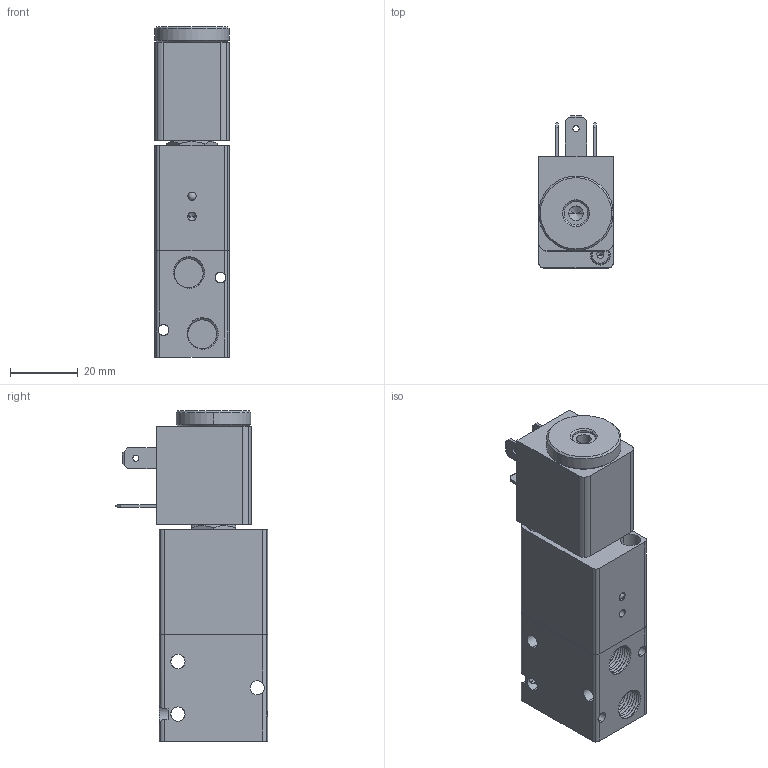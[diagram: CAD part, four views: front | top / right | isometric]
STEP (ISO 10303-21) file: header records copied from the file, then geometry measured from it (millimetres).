
FILE_DESCRIPTION((''),'2;1');
FILE_NAME('00_065_3.stp','2003-01-02T17:11:05',('Branislav Petkovic'),('AZ Pneumatica'),'AutoCAD STEP 2000i','AutoCAD 2000i','Via J. F. Kennedy, 26, 20020 Misinto (MI), ITALY');
FILE_SCHEMA(('CONFIG_CONTROL_DESIGN'));
Length unit declared in the file: millimetre
Products named in the file (12): 00_065_3; 321 TELO; PART1; PART1AA; MAGNET; PART1A; X21 KOTVA KRATKA; PART2A; STEZAC; PODLOSKA; X21 OPRUGA DUZA; PART2
Assembly tree (11 placements, depth 3):
  00_065_3
    321 TELO
      PART1
    PART1AA
    MAGNET
      PART1A
    X21 KOTVA KRATKA
      PART2A
      STEZAC
      PODLOSKA
    X21 OPRUGA DUZA
      PART2
Bounding box: 22 x 45.09 x 97.5 mm (x, y, z)
Surface area: 20702 mm2 (no closed solid volume)
Topology: 0 solids, 7 shells, 342 faces, 869 edges, 550 vertices
Faces by surface type: cylinder 164, plane 114, cone 44, bspline 10, torus 8, sphere 2
Entity records: 20336 total; most frequent: CARTESIAN_POINT 11517, ORIENTED_EDGE 1789, DIRECTION 1749, EDGE_CURVE 928, AXIS2_PLACEMENT_3D 657, VERTEX_POINT 615, VECTOR 435, LINE 435
